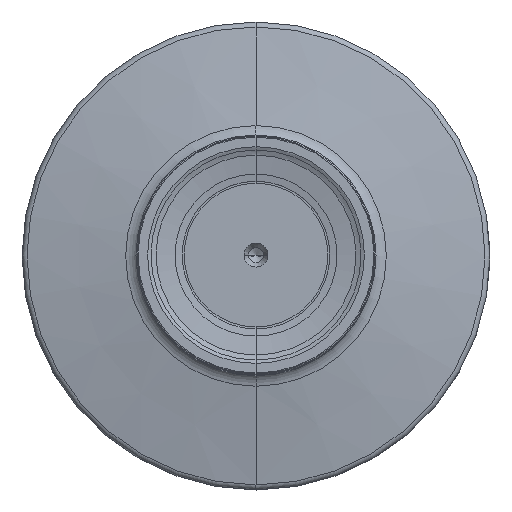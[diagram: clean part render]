
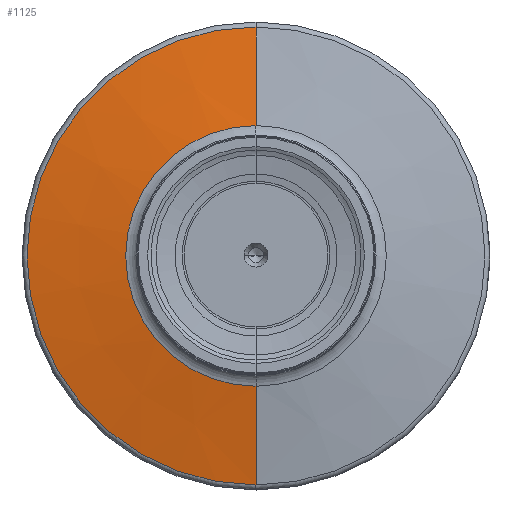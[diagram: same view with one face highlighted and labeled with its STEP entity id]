
A CAD part, top view. The second image highlights one B-rep face of the part: STEP entity #1125.
In plain terms, the highlighted conical face has half-angle 79.951 degrees and reference radius 29.951 mm.
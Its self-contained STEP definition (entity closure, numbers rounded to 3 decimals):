
#349=CARTESIAN_POINT('',(0.,0.,15.061));
#350=DIRECTION('',(0.,0.,-1.));
#351=DIRECTION('',(0.,-1.,0.));
#352=AXIS2_PLACEMENT_3D('',#349,#350,#351);
#354=DIRECTION('',(0.,0.985,0.174));
#355=VECTOR('',#354,16.704);
#356=CARTESIAN_POINT('',(0.,-38.174,
12.146));
#357=LINE('',#356,#355);
#358=CARTESIAN_POINT('',(0.,0.,12.146));
#359=DIRECTION('',(0.,0.,1.));
#360=DIRECTION('',(0.,1.,0.));
#361=AXIS2_PLACEMENT_3D('',#358,#359,#360);
#363=DIRECTION('',(0.,-0.985,0.174));
#364=VECTOR('',#363,16.704);
#365=CARTESIAN_POINT('',(0.,38.174,12.146));
#366=LINE('',#365,#364);
#618=CARTESIAN_POINT('',(0.,-21.727,15.061));
#619=CARTESIAN_POINT('',(0.,21.727,15.061));
#620=VERTEX_POINT('',#618);
#621=VERTEX_POINT('',#619);
#630=CARTESIAN_POINT('',(0.,-38.174,12.146));
#631=CARTESIAN_POINT('',(0.,38.174,12.146));
#632=VERTEX_POINT('',#630);
#633=VERTEX_POINT('',#631);
#1111=CARTESIAN_POINT('',(0.,0.,13.604));
#1112=DIRECTION('',(0.,0.,-1.));
#1113=DIRECTION('',(0.,-1.,0.));
#1114=AXIS2_PLACEMENT_3D('',#1111,#1112,#1113);
#1115=CONICAL_SURFACE('',#1114,29.951,79.951);
#1117=ORIENTED_EDGE('',*,*,#1116,.F.);
#1119=ORIENTED_EDGE('',*,*,#1118,.F.);
#1120=ORIENTED_EDGE('',*,*,#1101,.F.);
#1122=ORIENTED_EDGE('',*,*,#1121,.T.);
#1123=EDGE_LOOP('',(#1117,#1119,#1120,#1122));
#1124=FACE_OUTER_BOUND('',#1123,.F.);
#1125=ADVANCED_FACE('',(#1124),#1115,.T.);
#353=CIRCLE('',#352,21.727);
#362=CIRCLE('',#361,38.174);
#1101=EDGE_CURVE('',#633,#632,#362,.T.);
#1116=EDGE_CURVE('',#620,#621,#353,.T.);
#1118=EDGE_CURVE('',#632,#620,#357,.T.);
#1121=EDGE_CURVE('',#633,#621,#366,.T.);
